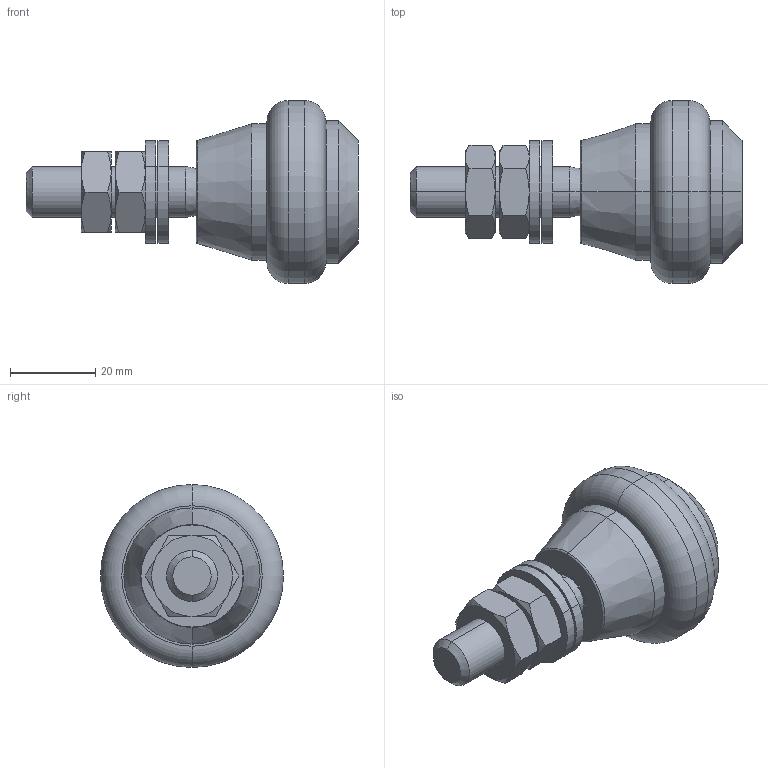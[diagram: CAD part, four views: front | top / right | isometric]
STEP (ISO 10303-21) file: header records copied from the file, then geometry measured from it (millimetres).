
FILE_DESCRIPTION (( 'STEP AP214' ), '1' );
FILE_NAME ('H_04G-43.STEP', '2021-08-27T13:14:03', ( '' ), ( '' ), 'SwSTEP 2.0', 'SolidWorks 2019', '' );
FILE_SCHEMA (( 'AUTOMOTIVE_DESIGN' ));
Length unit declared in the file: millimetre
Products named in the file (6): H-04G-43 P3; din_912-m12x1x65; PM12; H-04G-43 P4; 12-60-936-12thin; H_04G-43
Assembly tree (7 placements, depth 2):
  H_04G-43
    H-04G-43 P3
    H-04G-43 P4
    din_912-m12x1x65
    12-60-936-12thin  x2
    PM12  x2
Bounding box: 78 x 43 x 43 mm (x, y, z)
Volume: 42507.7 mm3; surface area: 18879.6 mm2
Topology: 7 solids, 7 shells, 123 faces, 258 edges, 153 vertices
Faces by surface type: cone 44, plane 37, cylinder 34, torus 8
Entity records: 2694 total; most frequent: CARTESIAN_POINT 504, DIRECTION 456, ORIENTED_EDGE 376, AXIS2_PLACEMENT_3D 197, EDGE_CURVE 188, VERTEX_POINT 113, EDGE_LOOP 105, CIRCLE 96
